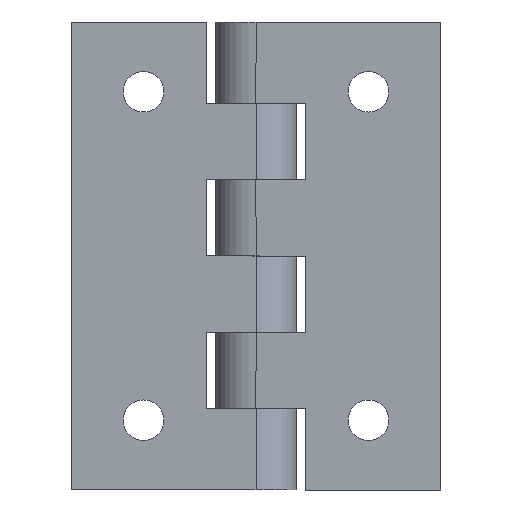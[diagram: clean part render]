
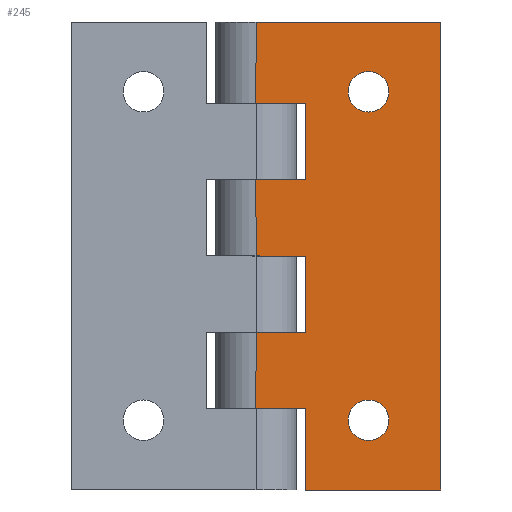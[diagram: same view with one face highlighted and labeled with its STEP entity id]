
A CAD part, front view. The second image highlights one B-rep face of the part: STEP entity #245.
In plain terms, the highlighted planar face has unit normal (0, -1, 0).
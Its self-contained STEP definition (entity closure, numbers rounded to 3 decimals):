
#4 = AXIS2_PLACEMENT_3D ( 'NONE', #947, #951, #949 ) ;
#23 = EDGE_CURVE ( 'NONE', #156, #129, #341, .T. ) ;
#30 = EDGE_CURVE ( 'NONE', #86, #134, #351, .T. ) ;
#40 = CARTESIAN_POINT ( 'NONE',  ( 0., -9., -35. ) ) ;
#42 = EDGE_CURVE ( 'NONE', #155, #65, #360, .T. ) ;
#46 = EDGE_CURVE ( 'NONE', #65, #147, #366, .T. ) ;
#47 = EDGE_CURVE ( 'NONE', #163, #158, #369, .T. ) ;
#49 = EDGE_CURVE ( 'NONE', #139, #149, #368, .T. ) ;
#53 = EDGE_CURVE ( 'NONE', #133, #139, #372, .T. ) ;
#57 = DIRECTION ( 'NONE',  ( -1., 0., 0. ) ) ;
#65 = VERTEX_POINT ( 'NONE', #40 ) ;
#72 = EDGE_CURVE ( 'NONE', #130, #140, #382, .T. ) ;
#73 = EDGE_CURVE ( 'NONE', #164, #128, #384, .T. ) ;
#86 = VERTEX_POINT ( 'NONE', #800 ) ;
#87 = EDGE_CURVE ( 'NONE', #164, #156, #392, .T. ) ;
#93 = AXIS2_PLACEMENT_3D ( 'NONE', #1077, #1078, #1079 ) ;
#108 = EDGE_CURVE ( 'NONE', #134, #86, #429, .T. ) ;
#128 = VERTEX_POINT ( 'NONE', #835 ) ;
#129 = VERTEX_POINT ( 'NONE', #836 ) ;
#130 = VERTEX_POINT ( 'NONE', #788 ) ;
#133 = VERTEX_POINT ( 'NONE', #200 ) ;
#134 = VERTEX_POINT ( 'NONE', #838 ) ;
#137 = VERTEX_POINT ( 'NONE', #960 ) ;
#138 = VERTEX_POINT ( 'NONE', #961 ) ;
#139 = VERTEX_POINT ( 'NONE', #962 ) ;
#140 = VERTEX_POINT ( 'NONE', #963 ) ;
#147 = VERTEX_POINT ( 'NONE', #969 ) ;
#149 = VERTEX_POINT ( 'NONE', #971 ) ;
#155 = VERTEX_POINT ( 'NONE', #977 ) ;
#156 = VERTEX_POINT ( 'NONE', #978 ) ;
#158 = VERTEX_POINT ( 'NONE', #980 ) ;
#163 = VERTEX_POINT ( 'NONE', #984 ) ;
#164 = VERTEX_POINT ( 'NONE', #985 ) ;
#200 = CARTESIAN_POINT ( 'NONE',  ( 11., -9., -18. ) ) ;
#207 = EDGE_CURVE ( 'NONE', #140, #137, #430, .T. ) ;
#210 = EDGE_CURVE ( 'NONE', #138, #130, #434, .T. ) ;
#214 = EDGE_CURVE ( 'NONE', #147, #133, #443, .T. ) ;
#245 = ADVANCED_FACE ( 'NONE', ( #482, #483, #484 ), #1076, .T. ) ;
#308 = ORIENTED_EDGE ( 'NONE', *, *, #47, .T. ) ;
#309 = ORIENTED_EDGE ( 'NONE', *, *, #653, .T. ) ;
#310 = ORIENTED_EDGE ( 'NONE', *, *, #30, .T. ) ;
#311 = ORIENTED_EDGE ( 'NONE', *, *, #108, .T. ) ;
#312 = ORIENTED_EDGE ( 'NONE', *, *, #655, .F. ) ;
#313 = ORIENTED_EDGE ( 'NONE', *, *, #73, .F. ) ;
#314 = ORIENTED_EDGE ( 'NONE', *, *, #87, .T. ) ;
#315 = ORIENTED_EDGE ( 'NONE', *, *, #23, .T. ) ;
#316 = ORIENTED_EDGE ( 'NONE', *, *, #634, .F. ) ;
#317 = ORIENTED_EDGE ( 'NONE', *, *, #49, .F. ) ;
#318 = ORIENTED_EDGE ( 'NONE', *, *, #53, .F. ) ;
#319 = ORIENTED_EDGE ( 'NONE', *, *, #214, .F. ) ;
#320 = ORIENTED_EDGE ( 'NONE', *, *, #46, .F. ) ;
#321 = ORIENTED_EDGE ( 'NONE', *, *, #42, .F. ) ;
#322 = ORIENTED_EDGE ( 'NONE', *, *, #640, .F. ) ;
#323 = ORIENTED_EDGE ( 'NONE', *, *, #207, .F. ) ;
#324 = ORIENTED_EDGE ( 'NONE', *, *, #72, .F. ) ;
#325 = ORIENTED_EDGE ( 'NONE', *, *, #210, .F. ) ;
#341 = LINE ( 'NONE', #753, #342 ) ;
#342 = VECTOR ( 'NONE', #733, 1000. ) ;
#351 = CIRCLE ( 'NONE', #673, 4.5 ) ;
#360 = LINE ( 'NONE', #721, #362 ) ;
#362 = VECTOR ( 'NONE', #758, 1000. ) ;
#366 = LINE ( 'NONE', #756, #367 ) ;
#367 = VECTOR ( 'NONE', #735, 1000. ) ;
#368 = LINE ( 'NONE', #741, #370 ) ;
#369 = CIRCLE ( 'NONE', #669, 4.5 ) ;
#370 = VECTOR ( 'NONE', #765, 1000. ) ;
#372 = LINE ( 'NONE', #715, #374 ) ;
#374 = VECTOR ( 'NONE', #57, 1000. ) ;
#382 = LINE ( 'NONE', #824, #383 ) ;
#383 = VECTOR ( 'NONE', #802, 1000. ) ;
#384 = LINE ( 'NONE', #799, #385 ) ;
#385 = VECTOR ( 'NONE', #830, 1000. ) ;
#392 = LINE ( 'NONE', #813, #393 ) ;
#393 = VECTOR ( 'NONE', #805, 1000. ) ;
#429 = CIRCLE ( 'NONE', #4, 4.5 ) ;
#430 = LINE ( 'NONE', #989, #432 ) ;
#432 = VECTOR ( 'NONE', #990, 1000. ) ;
#434 = LINE ( 'NONE', #997, #436 ) ;
#436 = VECTOR ( 'NONE', #998, 1000. ) ;
#443 = LINE ( 'NONE', #1005, #444 ) ;
#444 = VECTOR ( 'NONE', #1006, 1000. ) ;
#482 = FACE_BOUND ( 'NONE', #712, .T. ) ;
#483 = FACE_BOUND ( 'NONE', #713, .T. ) ;
#484 = FACE_OUTER_BOUND ( 'NONE', #711, .T. ) ;
#507 = LINE ( 'NONE', #1124, #509 ) ;
#509 = VECTOR ( 'NONE', #1125, 1000. ) ;
#517 = LINE ( 'NONE', #1138, #519 ) ;
#519 = VECTOR ( 'NONE', #1139, 1000. ) ;
#536 = CIRCLE ( 'NONE', #554, 4.5 ) ;
#538 = LINE ( 'NONE', #1162, #539 ) ;
#539 = VECTOR ( 'NONE', #1163, 1000. ) ;
#554 = AXIS2_PLACEMENT_3D ( 'NONE', #1157, #1158, #1159 ) ;
#634 = EDGE_CURVE ( 'NONE', #149, #129, #507, .T. ) ;
#640 = EDGE_CURVE ( 'NONE', #137, #155, #517, .T. ) ;
#653 = EDGE_CURVE ( 'NONE', #158, #163, #536, .T. ) ;
#655 = EDGE_CURVE ( 'NONE', #128, #138, #538, .T. ) ;
#669 = AXIS2_PLACEMENT_3D ( 'NONE', #728, #740, #745 ) ;
#673 = AXIS2_PLACEMENT_3D ( 'NONE', #755, #743, #725 ) ;
#711 = EDGE_LOOP ( 'NONE', ( #312, #313, #314, #315, #316, #317, #318, #319, #320, #321, #322, #323, #324, #325 ) ) ;
#712 = EDGE_LOOP ( 'NONE', ( #308, #309 ) ) ;
#713 = EDGE_LOOP ( 'NONE', ( #310, #311 ) ) ;
#715 = CARTESIAN_POINT ( 'NONE',  ( -9., -9., -18. ) ) ;
#721 = CARTESIAN_POINT ( 'NONE',  ( 0., -9., -104. ) ) ;
#725 = DIRECTION ( 'NONE',  ( 0., 0., 1. ) ) ;
#728 = CARTESIAN_POINT ( 'NONE',  ( 25., -9., -88.5 ) ) ;
#733 = DIRECTION ( 'NONE',  ( 0., 0., 1. ) ) ;
#735 = DIRECTION ( 'NONE',  ( 1., 0., 0. ) ) ;
#740 = DIRECTION ( 'NONE',  ( 0., 1., 0. ) ) ;
#741 = CARTESIAN_POINT ( 'NONE',  ( 0., -9., -104. ) ) ;
#743 = DIRECTION ( 'NONE',  ( 0., 1., 0. ) ) ;
#745 = DIRECTION ( 'NONE',  ( 0., 0., 1. ) ) ;
#753 = CARTESIAN_POINT ( 'NONE',  ( 41., -9., -104. ) ) ;
#755 = CARTESIAN_POINT ( 'NONE',  ( 25., -9., -15.5 ) ) ;
#756 = CARTESIAN_POINT ( 'NONE',  ( -9., -9., -35. ) ) ;
#758 = DIRECTION ( 'NONE',  ( 0., 0., 1. ) ) ;
#765 = DIRECTION ( 'NONE',  ( 0., 0., 1. ) ) ;
#788 = CARTESIAN_POINT ( 'NONE',  ( 0., -9., -69. ) ) ;
#799 = CARTESIAN_POINT ( 'NONE',  ( 11., -9., -86. ) ) ;
#800 = CARTESIAN_POINT ( 'NONE',  ( 25., -9., -11. ) ) ;
#802 = DIRECTION ( 'NONE',  ( 1., 0., 0. ) ) ;
#805 = DIRECTION ( 'NONE',  ( 1., 0., 0. ) ) ;
#813 = CARTESIAN_POINT ( 'NONE',  ( 41., -9., -104. ) ) ;
#824 = CARTESIAN_POINT ( 'NONE',  ( -9., -9., -69. ) ) ;
#830 = DIRECTION ( 'NONE',  ( 0., 0., 1. ) ) ;
#835 = CARTESIAN_POINT ( 'NONE',  ( 11., -9., -86. ) ) ;
#836 = CARTESIAN_POINT ( 'NONE',  ( 41., -9., 0. ) ) ;
#838 = CARTESIAN_POINT ( 'NONE',  ( 25., -9., -20. ) ) ;
#947 = CARTESIAN_POINT ( 'NONE',  ( 25., -9., -15.5 ) ) ;
#949 = DIRECTION ( 'NONE',  ( 0., 0., 1. ) ) ;
#951 = DIRECTION ( 'NONE',  ( 0., 1., 0. ) ) ;
#960 = CARTESIAN_POINT ( 'NONE',  ( 11., -9., -52. ) ) ;
#961 = CARTESIAN_POINT ( 'NONE',  ( 0., -9., -86. ) ) ;
#962 = CARTESIAN_POINT ( 'NONE',  ( 0., -9., -18. ) ) ;
#963 = CARTESIAN_POINT ( 'NONE',  ( 11., -9., -69. ) ) ;
#969 = CARTESIAN_POINT ( 'NONE',  ( 11., -9., -35. ) ) ;
#971 = CARTESIAN_POINT ( 'NONE',  ( 0., -9., 0. ) ) ;
#977 = CARTESIAN_POINT ( 'NONE',  ( 0., -9., -52. ) ) ;
#978 = CARTESIAN_POINT ( 'NONE',  ( 41., -9., -104. ) ) ;
#980 = CARTESIAN_POINT ( 'NONE',  ( 25., -9., -93. ) ) ;
#984 = CARTESIAN_POINT ( 'NONE',  ( 25., -9., -84. ) ) ;
#985 = CARTESIAN_POINT ( 'NONE',  ( 11., -9., -104. ) ) ;
#989 = CARTESIAN_POINT ( 'NONE',  ( 11., -9., -52. ) ) ;
#990 = DIRECTION ( 'NONE',  ( 0., 0., 1. ) ) ;
#997 = CARTESIAN_POINT ( 'NONE',  ( 0., -9., -104. ) ) ;
#998 = DIRECTION ( 'NONE',  ( 0., 0., 1. ) ) ;
#1005 = CARTESIAN_POINT ( 'NONE',  ( 11., -9., -18. ) ) ;
#1006 = DIRECTION ( 'NONE',  ( 0., 0., 1. ) ) ;
#1076 = PLANE ( 'NONE',  #93 ) ;
#1077 = CARTESIAN_POINT ( 'NONE',  ( 41., -9., -104. ) ) ;
#1078 = DIRECTION ( 'NONE',  ( 0., -1., 0. ) ) ;
#1079 = DIRECTION ( 'NONE',  ( 1., 0., 0. ) ) ;
#1124 = CARTESIAN_POINT ( 'NONE',  ( 41., -9., 0. ) ) ;
#1125 = DIRECTION ( 'NONE',  ( 1., 0., 0. ) ) ;
#1138 = CARTESIAN_POINT ( 'NONE',  ( -9., -9., -52. ) ) ;
#1139 = DIRECTION ( 'NONE',  ( -1., 0., 0. ) ) ;
#1157 = CARTESIAN_POINT ( 'NONE',  ( 25., -9., -88.5 ) ) ;
#1158 = DIRECTION ( 'NONE',  ( 0., 1., 0. ) ) ;
#1159 = DIRECTION ( 'NONE',  ( 0., 0., 1. ) ) ;
#1162 = CARTESIAN_POINT ( 'NONE',  ( -9., -9., -86. ) ) ;
#1163 = DIRECTION ( 'NONE',  ( -1., 0., 0. ) ) ;
